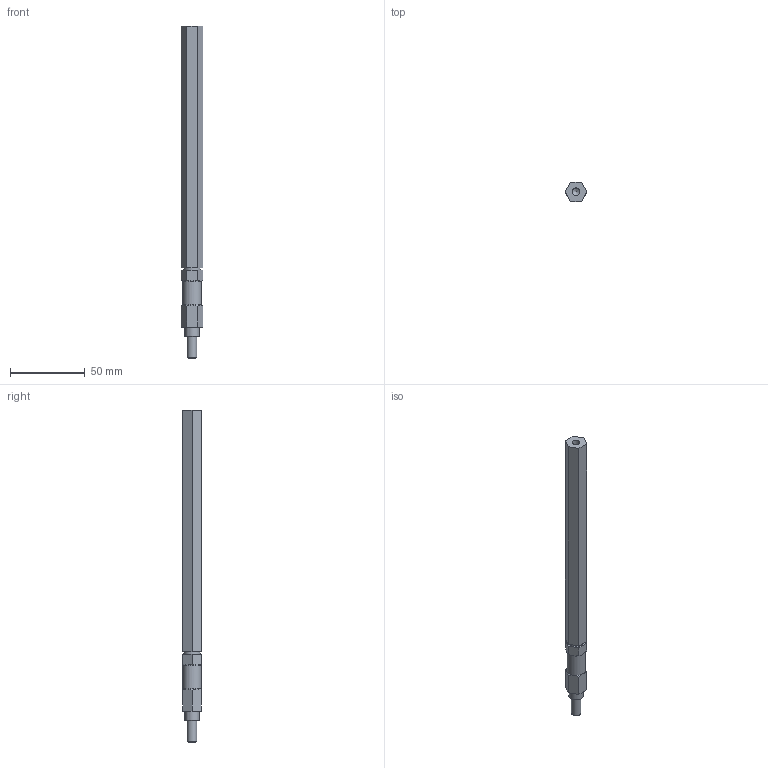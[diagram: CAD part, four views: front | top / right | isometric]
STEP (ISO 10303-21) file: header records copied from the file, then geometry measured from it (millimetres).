
FILE_DESCRIPTION (( 'STEP AP214' ), '1' );
FILE_NAME ('am-3523a 3 Stage EVO Shifter and LJ Long Hex Output Shaft.STEP', '2020-03-16T17:36:01', ( '' ), ( '' ), 'SwSTEP 2.0', 'SolidWorks 2019', '' );
FILE_SCHEMA (( 'AUTOMOTIVE_DESIGN' ));
Length unit declared in the file: millimetre
Products named in the file (1): am-3523a 3 Stage EVO Shifter and LJ Long Hex Output Shaft
Bounding box: 14.66 x 12.7 x 222.2 mm (x, y, z)
Volume: 28436 mm3; surface area: 10396.1 mm2
Topology: 2 solids, 2 shells, 49 faces, 105 edges, 64 vertices
Faces by surface type: plane 26, cone 15, cylinder 6, torus 2
Full cylindrical faces by diameter (mm): 5.105 x1, 6.35 x2, 9.525 x1, 11.176 x1, 12.7 x1
Entity records: 1930 total; most frequent: CARTESIAN_POINT 372, DIRECTION 194, ORIENTED_EDGE 184, EDGE_CURVE 92, AXIS2_PLACEMENT_3D 76, EDGE_LOOP 64, VERTEX_POINT 62, FACE_OUTER_BOUND 57
